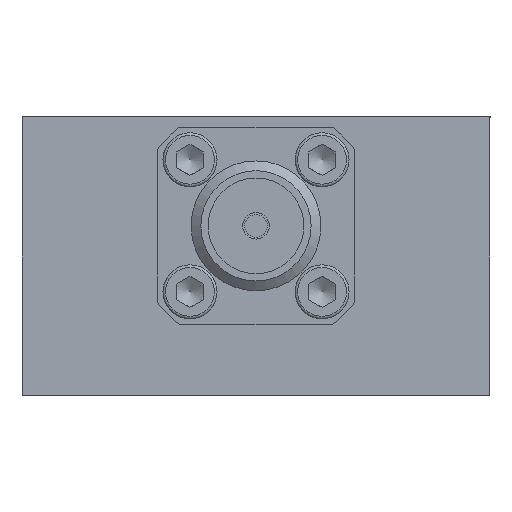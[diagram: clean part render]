
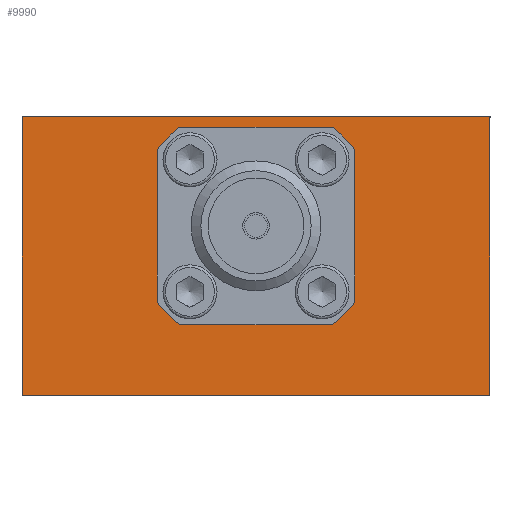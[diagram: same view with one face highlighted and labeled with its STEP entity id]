
A CAD part, left-side view. The second image highlights one B-rep face of the part: STEP entity #9990.
In plain terms, the highlighted planar face has unit normal (-1, 0, 0).
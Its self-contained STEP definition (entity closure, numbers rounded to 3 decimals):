
#218=LINE('',#13314,#729);
#222=LINE('',#13327,#733);
#225=LINE('',#13336,#736);
#226=LINE('',#13340,#737);
#227=LINE('',#13344,#738);
#228=LINE('',#13348,#739);
#229=LINE('',#13349,#740);
#230=LINE('',#13351,#741);
#729=VECTOR('',#11271,1000.);
#733=VECTOR('',#11281,1000.);
#736=VECTOR('',#11288,1000.);
#737=VECTOR('',#11291,1000.);
#738=VECTOR('',#11294,1000.);
#739=VECTOR('',#11297,1000.);
#740=VECTOR('',#11298,1000.);
#741=VECTOR('',#11299,1000.);
#1242=PLANE('',#10501);
#1526=ORIENTED_EDGE('',*,*,#3229,.F.);
#1527=ORIENTED_EDGE('',*,*,#3230,.F.);
#1528=ORIENTED_EDGE('',*,*,#3231,.F.);
#1529=ORIENTED_EDGE('',*,*,#3232,.F.);
#1530=ORIENTED_EDGE('',*,*,#3233,.F.);
#1531=ORIENTED_EDGE('',*,*,#3234,.F.);
#1532=ORIENTED_EDGE('',*,*,#3235,.F.);
#1533=ORIENTED_EDGE('',*,*,#3236,.F.);
#1534=ORIENTED_EDGE('',*,*,#3220,.T.);
#1535=ORIENTED_EDGE('',*,*,#3237,.F.);
#1536=ORIENTED_EDGE('',*,*,#3238,.F.);
#1537=ORIENTED_EDGE('',*,*,#3226,.T.);
#3220=EDGE_CURVE('',#5087,#5088,#218,.T.);
#3226=EDGE_CURVE('',#5093,#5087,#222,.T.);
#3229=EDGE_CURVE('',#5095,#5096,#4074,.T.);
#3230=EDGE_CURVE('',#5097,#5095,#225,.T.);
#3231=EDGE_CURVE('',#5098,#5097,#4075,.T.);
#3232=EDGE_CURVE('',#5099,#5098,#226,.T.);
#3233=EDGE_CURVE('',#5100,#5099,#4076,.T.);
#3234=EDGE_CURVE('',#5101,#5100,#227,.T.);
#3235=EDGE_CURVE('',#5102,#5101,#4077,.T.);
#3236=EDGE_CURVE('',#5096,#5102,#228,.T.);
#3237=EDGE_CURVE('',#5103,#5088,#229,.T.);
#3238=EDGE_CURVE('',#5093,#5103,#230,.T.);
#4074=CIRCLE('',#10502,6.);
#4075=CIRCLE('',#10503,6.);
#4076=CIRCLE('',#10504,6.);
#4077=CIRCLE('',#10505,6.);
#4361=EDGE_LOOP('',(#1526,#1527,#1528,#1529,#1530,#1531,#1532,#1533));
#4362=EDGE_LOOP('',(#1534,#1535,#1536,#1537));
#5087=VERTEX_POINT('',#13315);
#5088=VERTEX_POINT('',#13316);
#5093=VERTEX_POINT('',#13328);
#5095=VERTEX_POINT('',#13334);
#5096=VERTEX_POINT('',#13335);
#5097=VERTEX_POINT('',#13337);
#5098=VERTEX_POINT('',#13339);
#5099=VERTEX_POINT('',#13341);
#5100=VERTEX_POINT('',#13343);
#5101=VERTEX_POINT('',#13345);
#5102=VERTEX_POINT('',#13347);
#5103=VERTEX_POINT('',#13350);
#5785=FACE_BOUND('',#4361,.T.);
#5786=FACE_BOUND('',#4362,.T.);
#9990=ADVANCED_FACE('',(#5785,#5786),#1242,.T.);
#10501=AXIS2_PLACEMENT_3D('',#13332,#11284,#11285);
#10502=AXIS2_PLACEMENT_3D('',#13333,#11286,#11287);
#10503=AXIS2_PLACEMENT_3D('',#13338,#11289,#11290);
#10504=AXIS2_PLACEMENT_3D('',#13342,#11292,#11293);
#10505=AXIS2_PLACEMENT_3D('',#13346,#11295,#11296);
#11271=DIRECTION('',(0.,1.,0.));
#11281=DIRECTION('',(0.,0.,1.));
#11284=DIRECTION('',(-1.,0.,0.));
#11285=DIRECTION('',(0.,0.,1.));
#11286=DIRECTION('',(-1.,0.,0.));
#11287=DIRECTION('',(0.,-1.,0.));
#11288=DIRECTION('',(0.,0.,-1.));
#11289=DIRECTION('',(-1.,0.,0.));
#11290=DIRECTION('',(0.,-1.,0.));
#11291=DIRECTION('',(0.,1.,0.));
#11292=DIRECTION('',(-1.,0.,0.));
#11293=DIRECTION('',(0.,-1.,0.));
#11294=DIRECTION('',(0.,0.,1.));
#11295=DIRECTION('',(-1.,0.,0.));
#11296=DIRECTION('',(0.,-1.,0.));
#11297=DIRECTION('',(0.,-1.,0.));
#11298=DIRECTION('',(0.,0.,1.));
#11299=DIRECTION('',(0.,1.,0.));
#13314=CARTESIAN_POINT('',(-13.95,-11.25,-3.5));
#13315=CARTESIAN_POINT('',(-13.95,-11.25,-3.5));
#13316=CARTESIAN_POINT('',(-13.95,11.25,-3.5));
#13327=CARTESIAN_POINT('',(-13.95,-11.25,-17.5));
#13328=CARTESIAN_POINT('',(-13.95,-11.25,-16.9));
#13332=CARTESIAN_POINT('',(-13.95,11.25,-17.5));
#13333=CARTESIAN_POINT('',(-13.95,0.,-8.75));
#13334=CARTESIAN_POINT('',(-13.95,4.75,-12.416));
#13335=CARTESIAN_POINT('',(-13.95,3.666,-13.5));
#13336=CARTESIAN_POINT('',(-13.95,4.75,-5.084));
#13337=CARTESIAN_POINT('',(-13.95,4.75,-5.084));
#13338=CARTESIAN_POINT('',(-13.95,0.,-8.75));
#13339=CARTESIAN_POINT('',(-13.95,3.666,-4.));
#13340=CARTESIAN_POINT('',(-13.95,-3.666,-4.));
#13341=CARTESIAN_POINT('',(-13.95,-3.666,-4.));
#13342=CARTESIAN_POINT('',(-13.95,0.,-8.75));
#13343=CARTESIAN_POINT('',(-13.95,-4.75,-5.084));
#13344=CARTESIAN_POINT('',(-13.95,-4.75,-12.416));
#13345=CARTESIAN_POINT('',(-13.95,-4.75,-12.416));
#13346=CARTESIAN_POINT('',(-13.95,0.,-8.75));
#13347=CARTESIAN_POINT('',(-13.95,-3.666,-13.5));
#13348=CARTESIAN_POINT('',(-13.95,3.666,-13.5));
#13349=CARTESIAN_POINT('',(-13.95,11.25,-17.5));
#13350=CARTESIAN_POINT('',(-13.95,11.25,-16.9));
#13351=CARTESIAN_POINT('',(-13.95,-11.25,-16.9));
